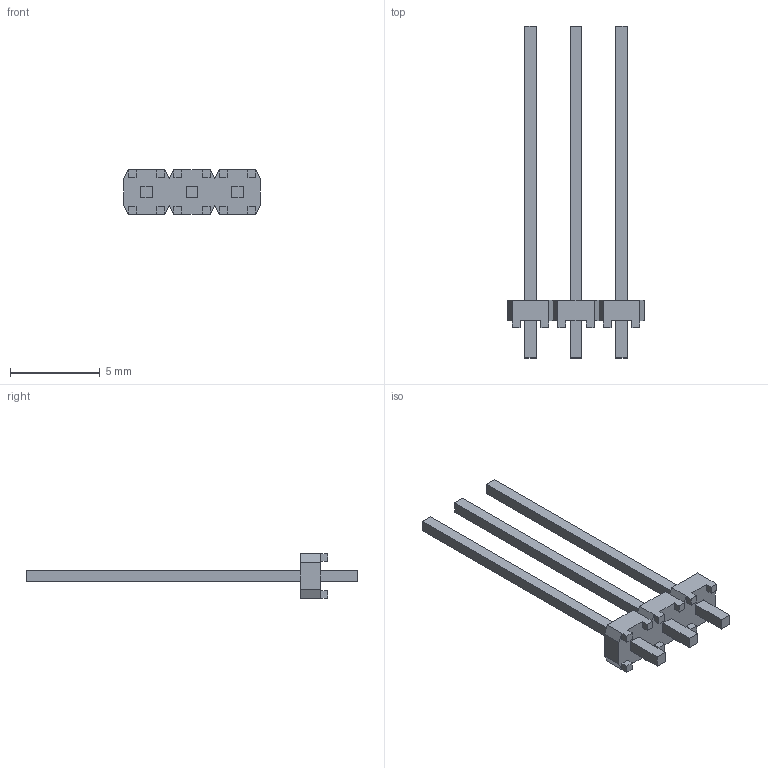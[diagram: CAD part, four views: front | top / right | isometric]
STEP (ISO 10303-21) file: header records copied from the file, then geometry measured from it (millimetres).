
FILE_DESCRIPTION( ( 'STEP AP214' ), '1' );
FILE_NAME( 'MTLW-103-09-G-S-603.stp', '2019-03-21T17:54:10', ( '' ), ( '' ), ' ', 'PARTsolutions', ' ' );
FILE_SCHEMA( ( 'AUTOMOTIVE_DESIGN { 1 0 10303 214 1 1 1 1 }' ) );
Length unit declared in the file: inch
Products named in the file (3): MTLW-103-09-G-S-603; _MTLW-103-09-G-S-603_body; _MTLW-03-09-S-603
Assembly tree (2 placements, depth 2):
  MTLW-103-09-G-S-603
    _MTLW-103-09-G-S-603_body
    _MTLW-03-09-S-603
Bounding box: 7.62 x 18.54 x 2.49 mm (x, y, z)
Volume: 43.2 mm3; surface area: 228.3 mm2
Topology: 2 solids, 2 shells, 118 faces, 312 edges, 204 vertices
Faces by surface type: plane 118
Entity records: 4570 total; most frequent: CARTESIAN_POINT 637, ORIENTED_EDGE 624, DIRECTION 554, EDGE_CURVE 312, LINE 312, VECTOR 312, VERTEX_POINT 204, EDGE_LOOP 130
